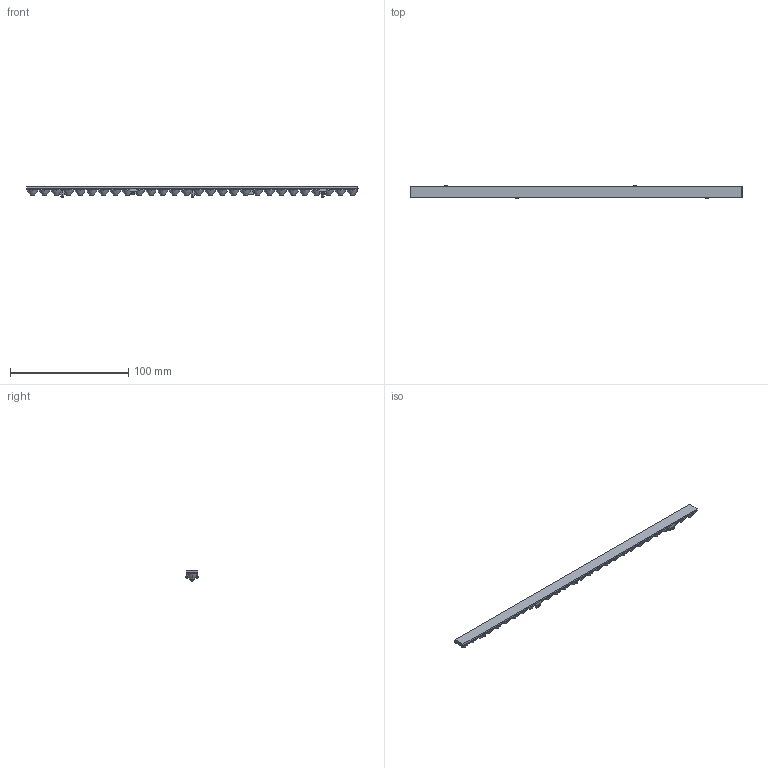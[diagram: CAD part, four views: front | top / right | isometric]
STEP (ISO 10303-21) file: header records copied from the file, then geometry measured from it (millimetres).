
FILE_DESCRIPTION((''),'2;1');
FILE_NAME('L1510','2021-07-20T14:59:34',('Administrator'),(''),'CREO PARAMETRIC BY PTC INC, 2017110','CREO PARAMETRIC BY PTC INC, 2017110','');
FILE_SCHEMA(('CONFIG_CONTROL_DESIGN'));
Length unit declared in the file: millimetre
Products named in the file (1): L1510
Bounding box: 280.54 x 11 x 9.36 mm (x, y, z)
Volume: 12208.4 mm3; surface area: 9247 mm2
Topology: 1 solids, 1 shells, 291 faces, 765 edges, 507 vertices
Faces by surface type: plane 157, cone 68, revolution 56, bspline 10
Entity records: 10196 total; most frequent: CARTESIAN_POINT 2999, ORIENTED_EDGE 1530, DIRECTION 1432, EDGE_CURVE 765, AXIS2_PLACEMENT_3D 552, VERTEX_POINT 507, CIRCLE 327, EDGE_LOOP 322
